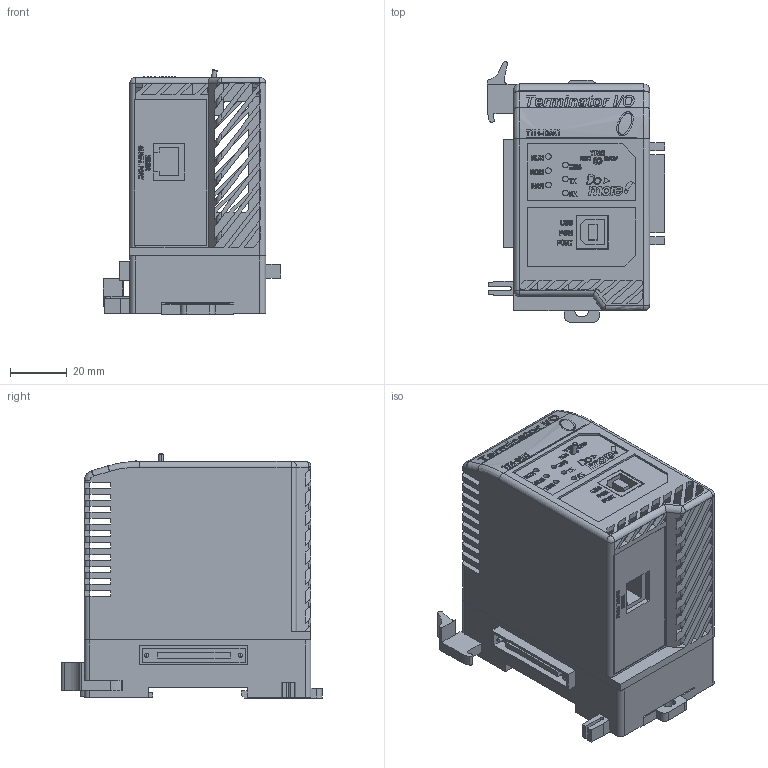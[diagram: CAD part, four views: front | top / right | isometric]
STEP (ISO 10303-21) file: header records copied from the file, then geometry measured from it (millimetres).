
FILE_DESCRIPTION (( 'STEP AP214' ), '1' );
FILE_NAME ('T1H-DM1.STEP', '2013-11-18T16:18:17', ( '' ), ( '' ), 'SwSTEP 2.0', 'SolidWorks 2013', '' );
FILE_SCHEMA (( 'AUTOMOTIVE_DESIGN' ));
Length unit declared in the file: millimetre
Products named in the file (1): T1H-DM1
Bounding box: 62.5 x 91.95 x 86.26 mm (x, y, z)
Volume: 104829 mm3; surface area: 58708.4 mm2
Topology: 31 solids, 31 shells, 1893 faces, 5291 edges, 3499 vertices
Faces by surface type: plane 1294, bspline 506, cylinder 82, sphere 7, torus 4
Entity records: 102681 total; most frequent: CARTESIAN_POINT 36582, ORIENTED_EDGE 10576, DIRECTION 7150, EDGE_CURVE 5288, VECTOR 3986, LINE 3986, VERTEX_POINT 3499, EDGE_LOOP 2095
